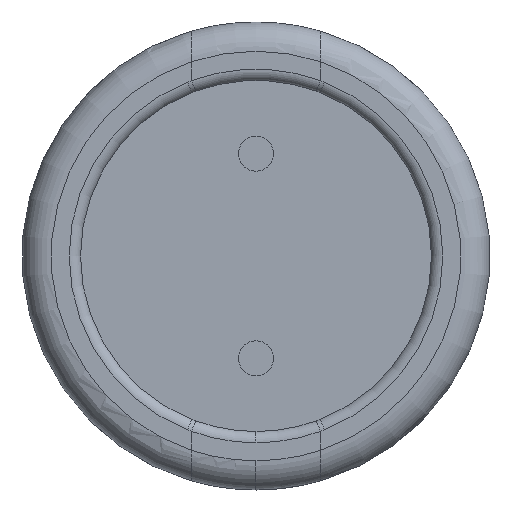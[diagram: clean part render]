
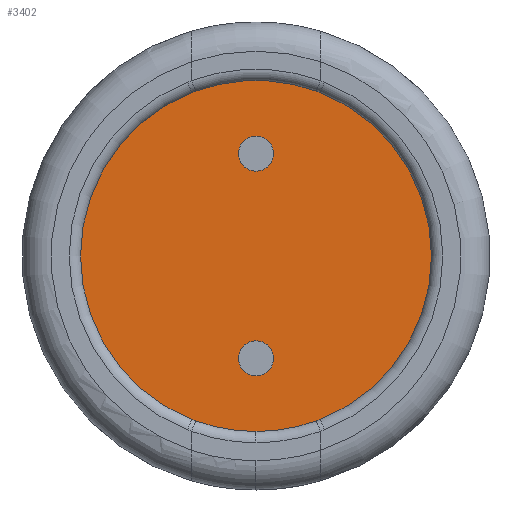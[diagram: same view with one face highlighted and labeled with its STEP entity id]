
A CAD part, left-side view. The second image highlights one B-rep face of the part: STEP entity #3402.
In plain terms, the highlighted planar face has unit normal (-1, 0, 0).
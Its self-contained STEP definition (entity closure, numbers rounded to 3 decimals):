
#77 = EDGE_CURVE ( 'NONE', #661, #2356, #2168, .T. ) ;
#92 = AXIS2_PLACEMENT_3D ( 'NONE', #3930, #4332, #4851 ) ;
#124 = CIRCLE ( 'NONE', #2433, 3. ) ;
#167 = ORIENTED_EDGE ( 'NONE', *, *, #3554, .T. ) ;
#213 = DIRECTION ( 'NONE',  ( -1., 0., 0. ) ) ;
#258 = ORIENTED_EDGE ( 'NONE', *, *, #5165, .T. ) ;
#293 = VERTEX_POINT ( 'NONE', #1209 ) ;
#323 = ORIENTED_EDGE ( 'NONE', *, *, #77, .T. ) ;
#350 = CARTESIAN_POINT ( 'NONE',  ( 0.15, 0., 0. ) ) ;
#516 = CARTESIAN_POINT ( 'NONE',  ( 0.15, 0., 0. ) ) ;
#558 = DIRECTION ( 'NONE',  ( 0., 0., 1. ) ) ;
#660 = CARTESIAN_POINT ( 'NONE',  ( 0.15, 0., 0. ) ) ;
#661 = VERTEX_POINT ( 'NONE', #3115 ) ;
#702 = CIRCLE ( 'NONE', #4362, 3. ) ;
#732 = PLANE ( 'NONE',  #4871 ) ;
#779 = VERTEX_POINT ( 'NONE', #1664 ) ;
#814 = AXIS2_PLACEMENT_3D ( 'NONE', #2611, #3465, #3067 ) ;
#841 = CIRCLE ( 'NONE', #4417, 3. ) ;
#910 = AXIS2_PLACEMENT_3D ( 'NONE', #1408, #2212, #3039 ) ;
#974 = EDGE_CURVE ( 'NONE', #2249, #3440, #1042, .T. ) ;
#1042 = CIRCLE ( 'NONE', #5077, 3. ) ;
#1051 = DIRECTION ( 'NONE',  ( 0., 0., -1. ) ) ;
#1052 = VERTEX_POINT ( 'NONE', #3657 ) ;
#1081 = CARTESIAN_POINT ( 'NONE',  ( 0.15, 0., -1.45 ) ) ;
#1117 = AXIS2_PLACEMENT_3D ( 'NONE', #3044, #2617, #1749 ) ;
#1138 = ORIENTED_EDGE ( 'NONE', *, *, #3505, .F. ) ;
#1209 = CARTESIAN_POINT ( 'NONE',  ( 0.15, -1.1, 2.791 ) ) ;
#1330 = CIRCLE ( 'NONE', #3065, 3. ) ;
#1331 = CARTESIAN_POINT ( 'NONE',  ( 0.15, -1.033, 2.816 ) ) ;
#1401 = ORIENTED_EDGE ( 'NONE', *, *, #4860, .T. ) ;
#1408 = CARTESIAN_POINT ( 'NONE',  ( 0.15, 0., 0. ) ) ;
#1426 = CIRCLE ( 'NONE', #5372, 3. ) ;
#1513 = EDGE_CURVE ( 'NONE', #2356, #1052, #3013, .T. ) ;
#1548 = EDGE_CURVE ( 'NONE', #4300, #2843, #3193, .T. ) ;
#1557 = DIRECTION ( 'NONE',  ( -1., 0., 0. ) ) ;
#1563 = ORIENTED_EDGE ( 'NONE', *, *, #1513, .T. ) ;
#1570 = CARTESIAN_POINT ( 'NONE',  ( 0.15, 0., -2.05 ) ) ;
#1664 = CARTESIAN_POINT ( 'NONE',  ( 0.15, 1.033, 2.816 ) ) ;
#1749 = DIRECTION ( 'NONE',  ( 0., 0., 1. ) ) ;
#1804 = DIRECTION ( 'NONE',  ( 0., 0., 1. ) ) ;
#1847 = CIRCLE ( 'NONE', #1117, 3. ) ;
#1869 = CARTESIAN_POINT ( 'NONE',  ( 0.15, 0., 1.45 ) ) ;
#1892 = ORIENTED_EDGE ( 'NONE', *, *, #4808, .T. ) ;
#1931 = DIRECTION ( 'NONE',  ( -1., 0., 0. ) ) ;
#1997 = ORIENTED_EDGE ( 'NONE', *, *, #4161, .F. ) ;
#2051 = DIRECTION ( 'NONE',  ( 0., 0., 1. ) ) ;
#2168 = CIRCLE ( 'NONE', #4364, 3. ) ;
#2212 = DIRECTION ( 'NONE',  ( -1., 0., 0. ) ) ;
#2249 = VERTEX_POINT ( 'NONE', #2295 ) ;
#2251 = ORIENTED_EDGE ( 'NONE', *, *, #1548, .F. ) ;
#2295 = CARTESIAN_POINT ( 'NONE',  ( 0.15, 1.1, 2.791 ) ) ;
#2356 = VERTEX_POINT ( 'NONE', #5575 ) ;
#2433 = AXIS2_PLACEMENT_3D ( 'NONE', #660, #213, #2755 ) ;
#2476 = DIRECTION ( 'NONE',  ( -1., 0., 0. ) ) ;
#2529 = CARTESIAN_POINT ( 'NONE',  ( 0.15, 0., 0. ) ) ;
#2540 = ORIENTED_EDGE ( 'NONE', *, *, #4618, .F. ) ;
#2611 = CARTESIAN_POINT ( 'NONE',  ( 0.15, 0., -1.75 ) ) ;
#2617 = DIRECTION ( 'NONE',  ( -1., 0., 0. ) ) ;
#2657 = EDGE_LOOP ( 'NONE', ( #2251, #1997 ) ) ;
#2683 = VERTEX_POINT ( 'NONE', #1869 ) ;
#2688 = VERTEX_POINT ( 'NONE', #4378 ) ;
#2755 = DIRECTION ( 'NONE',  ( 0., 0., 1. ) ) ;
#2843 = VERTEX_POINT ( 'NONE', #1081 ) ;
#2872 = FACE_BOUND ( 'NONE', #2657, .T. ) ;
#2929 = DIRECTION ( 'NONE',  ( -1., 0., 0. ) ) ;
#2948 = EDGE_LOOP ( 'NONE', ( #3387, #1892, #323, #1563, #167, #3939, #258, #5424, #1401 ) ) ;
#3013 = CIRCLE ( 'NONE', #910, 3. ) ;
#3039 = DIRECTION ( 'NONE',  ( 0., 0., 1. ) ) ;
#3044 = CARTESIAN_POINT ( 'NONE',  ( 0.15, 0., 0. ) ) ;
#3065 = AXIS2_PLACEMENT_3D ( 'NONE', #3934, #3110, #558 ) ;
#3067 = DIRECTION ( 'NONE',  ( 0., 0., 1. ) ) ;
#3078 = DIRECTION ( 'NONE',  ( -1., 0., 0. ) ) ;
#3103 = CARTESIAN_POINT ( 'NONE',  ( 0.15, 0., 2.05 ) ) ;
#3110 = DIRECTION ( 'NONE',  ( -1., 0., 0. ) ) ;
#3115 = CARTESIAN_POINT ( 'NONE',  ( 0.15, 1.033, -2.816 ) ) ;
#3135 = CARTESIAN_POINT ( 'NONE',  ( 0.15, 0., 0. ) ) ;
#3193 = CIRCLE ( 'NONE', #814, 0.3 ) ;
#3211 = AXIS2_PLACEMENT_3D ( 'NONE', #3301, #1557, #5448 ) ;
#3213 = DIRECTION ( 'NONE',  ( 0., 0., 1. ) ) ;
#3301 = CARTESIAN_POINT ( 'NONE',  ( 0.15, 0., -1.75 ) ) ;
#3360 = FACE_BOUND ( 'NONE', #4284, .T. ) ;
#3387 = ORIENTED_EDGE ( 'NONE', *, *, #974, .T. ) ;
#3402 = ADVANCED_FACE ( 'NONE', ( #3360, #2872, #4628 ), #732, .T. ) ;
#3408 = CARTESIAN_POINT ( 'NONE',  ( 0.15, 0., 0. ) ) ;
#3440 = VERTEX_POINT ( 'NONE', #5609 ) ;
#3465 = DIRECTION ( 'NONE',  ( -1., 0., 0. ) ) ;
#3505 = EDGE_CURVE ( 'NONE', #5451, #2683, #5252, .T. ) ;
#3554 = EDGE_CURVE ( 'NONE', #1052, #2688, #1847, .T. ) ;
#3651 = CARTESIAN_POINT ( 'NONE',  ( 0.15, 0., 1.75 ) ) ;
#3657 = CARTESIAN_POINT ( 'NONE',  ( 0.15, -1.033, -2.816 ) ) ;
#3683 = EDGE_CURVE ( 'NONE', #2688, #293, #841, .T. ) ;
#3930 = CARTESIAN_POINT ( 'NONE',  ( 0.15, 0., 1.75 ) ) ;
#3934 = CARTESIAN_POINT ( 'NONE',  ( 0.15, 0., 0. ) ) ;
#3939 = ORIENTED_EDGE ( 'NONE', *, *, #3683, .T. ) ;
#4161 = EDGE_CURVE ( 'NONE', #2843, #4300, #4867, .T. ) ;
#4243 = DIRECTION ( 'NONE',  ( 0., 0., 1. ) ) ;
#4284 = EDGE_LOOP ( 'NONE', ( #2540, #1138 ) ) ;
#4300 = VERTEX_POINT ( 'NONE', #1570 ) ;
#4332 = DIRECTION ( 'NONE',  ( -1., 0., 0. ) ) ;
#4362 = AXIS2_PLACEMENT_3D ( 'NONE', #516, #4777, #1804 ) ;
#4364 = AXIS2_PLACEMENT_3D ( 'NONE', #350, #2476, #2051 ) ;
#4378 = CARTESIAN_POINT ( 'NONE',  ( 0.15, -1.1, -2.791 ) ) ;
#4417 = AXIS2_PLACEMENT_3D ( 'NONE', #3408, #5144, #5083 ) ;
#4445 = CIRCLE ( 'NONE', #5644, 0.3 ) ;
#4539 = CARTESIAN_POINT ( 'NONE',  ( 0.15, 0., 0. ) ) ;
#4618 = EDGE_CURVE ( 'NONE', #2683, #5451, #4445, .T. ) ;
#4628 = FACE_OUTER_BOUND ( 'NONE', #2948, .T. ) ;
#4777 = DIRECTION ( 'NONE',  ( -1., 0., 0. ) ) ;
#4808 = EDGE_CURVE ( 'NONE', #3440, #661, #1330, .T. ) ;
#4851 = DIRECTION ( 'NONE',  ( 0., 0., -1. ) ) ;
#4859 = VERTEX_POINT ( 'NONE', #1331 ) ;
#4860 = EDGE_CURVE ( 'NONE', #779, #2249, #1426, .T. ) ;
#4867 = CIRCLE ( 'NONE', #3211, 0.3 ) ;
#4871 = AXIS2_PLACEMENT_3D ( 'NONE', #2529, #2929, #4243 ) ;
#4884 = DIRECTION ( 'NONE',  ( 0., 0., 1. ) ) ;
#4911 = DIRECTION ( 'NONE',  ( -1., 0., 0. ) ) ;
#5077 = AXIS2_PLACEMENT_3D ( 'NONE', #4539, #4911, #3213 ) ;
#5083 = DIRECTION ( 'NONE',  ( 0., 0., 1. ) ) ;
#5144 = DIRECTION ( 'NONE',  ( -1., 0., 0. ) ) ;
#5165 = EDGE_CURVE ( 'NONE', #293, #4859, #124, .T. ) ;
#5252 = CIRCLE ( 'NONE', #92, 0.3 ) ;
#5325 = EDGE_CURVE ( 'NONE', #4859, #779, #702, .T. ) ;
#5372 = AXIS2_PLACEMENT_3D ( 'NONE', #3135, #3078, #4884 ) ;
#5424 = ORIENTED_EDGE ( 'NONE', *, *, #5325, .T. ) ;
#5448 = DIRECTION ( 'NONE',  ( 0., 0., 1. ) ) ;
#5451 = VERTEX_POINT ( 'NONE', #3103 ) ;
#5575 = CARTESIAN_POINT ( 'NONE',  ( 0.15, 0., -3. ) ) ;
#5609 = CARTESIAN_POINT ( 'NONE',  ( 0.15, 1.1, -2.791 ) ) ;
#5644 = AXIS2_PLACEMENT_3D ( 'NONE', #3651, #1931, #1051 ) ;
